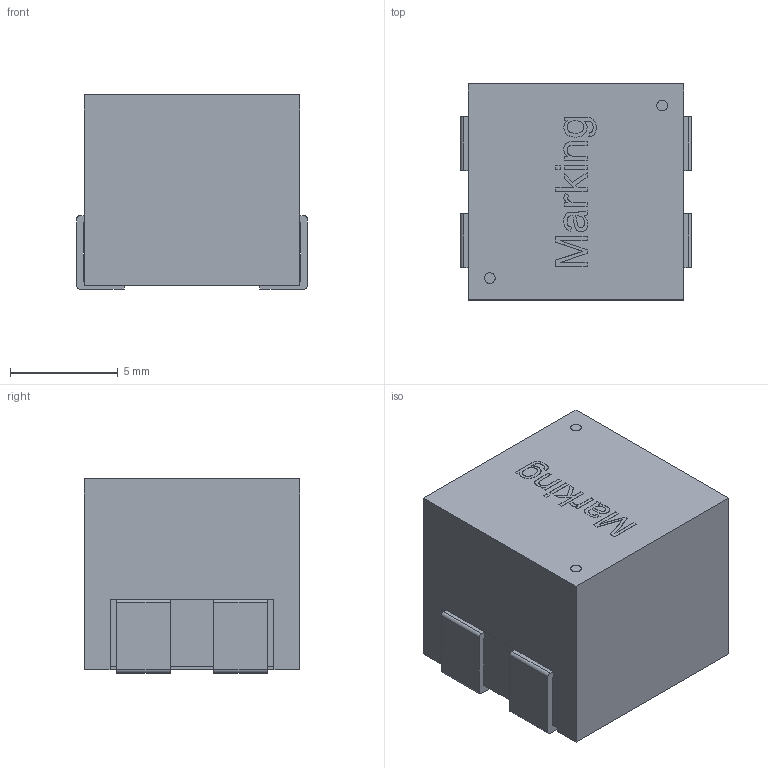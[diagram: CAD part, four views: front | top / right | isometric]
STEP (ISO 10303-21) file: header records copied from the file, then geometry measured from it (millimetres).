
FILE_DESCRIPTION( ( 'Unknown' ), '1' );
FILE_NAME( '7448990xxx_1090.stp', 'Unknown', ( 'Unknown' ), ( 'Unknown' ), 'PSStep 19.0.9', 'Unknown', ' ' );
FILE_SCHEMA( ( 'AUTOMOTIVE_DESIGN { 1 0 10303 214 1 1 1 1 }' ) );
Length unit declared in the file: millimetre
Products named in the file (6): Assem1; Body; Contact
Assembly tree (5 placements, depth 2):
  Assem1
    Body
    Contact
    Contact
    Contact
    Contact
Bounding box: 10.7 x 10 x 9 mm (x, y, z)
Volume: 892.3 mm3; surface area: 680.2 mm2
Topology: 5 solids, 5 shells, 146 faces, 372 edges, 248 vertices
Faces by surface type: plane 112, cylinder 18, extrusion 16
Full cylindrical faces by diameter (mm): 0.5 x2
Entity records: 6260 total; most frequent: CARTESIAN_POINT 1670, ORIENTED_EDGE 738, DIRECTION 569, EDGE_CURVE 369, VERTEX_POINT 248, VECTOR 225, LINE 209, AXIS2_PLACEMENT_3D 172
